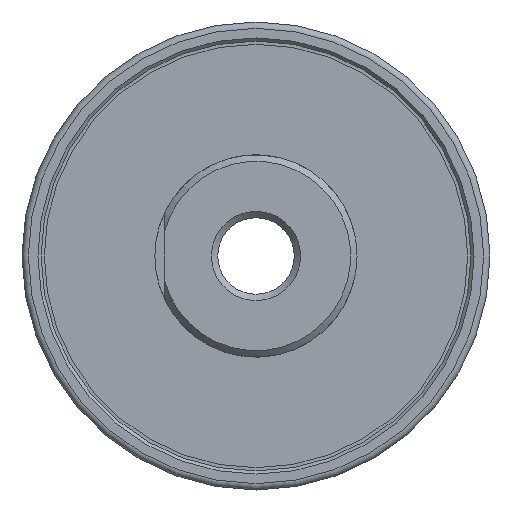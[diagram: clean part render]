
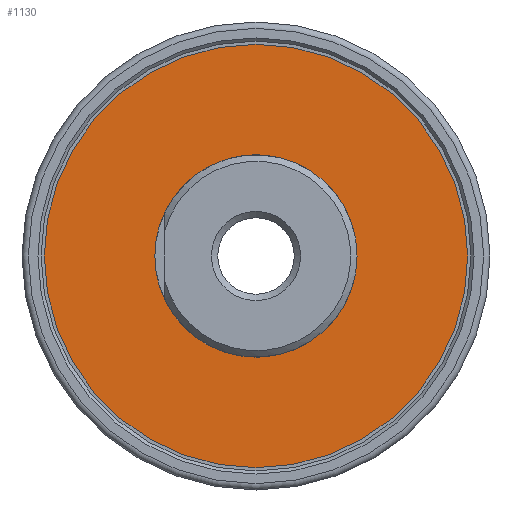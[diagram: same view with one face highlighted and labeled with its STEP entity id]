
A CAD part, left-side view. The second image highlights one B-rep face of the part: STEP entity #1130.
In plain terms, the highlighted planar face has unit normal (-1, 0, 0).
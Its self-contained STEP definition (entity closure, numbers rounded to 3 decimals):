
#64=FACE_BOUND('',#287,.T.);
#121=CIRCLE('',#1266,33.25);
#122=CIRCLE('',#1267,33.25);
#123=CIRCLE('',#1269,15.775);
#124=CIRCLE('',#1270,15.775);
#222=FACE_OUTER_BOUND('',#286,.T.);
#286=EDGE_LOOP('',(#893,#894));
#287=EDGE_LOOP('',(#895,#896));
#489=VERTEX_POINT('',#2006);
#490=VERTEX_POINT('',#2008);
#491=VERTEX_POINT('',#2012);
#492=VERTEX_POINT('',#2013);
#642=EDGE_CURVE('',#489,#490,#121,.T.);
#643=EDGE_CURVE('',#490,#489,#122,.T.);
#644=EDGE_CURVE('',#491,#492,#123,.T.);
#645=EDGE_CURVE('',#492,#491,#124,.T.);
#893=ORIENTED_EDGE('',*,*,#643,.F.);
#894=ORIENTED_EDGE('',*,*,#642,.F.);
#895=ORIENTED_EDGE('',*,*,#644,.T.);
#896=ORIENTED_EDGE('',*,*,#645,.T.);
#1094=PLANE('',#1268);
#1130=ADVANCED_FACE('',(#222,#64),#1094,.T.);
#1266=AXIS2_PLACEMENT_3D('',#2009,#1562,#1563);
#1267=AXIS2_PLACEMENT_3D('',#2010,#1564,#1565);
#1268=AXIS2_PLACEMENT_3D('',#2011,#1566,#1567);
#1269=AXIS2_PLACEMENT_3D('',#2014,#1568,#1569);
#1270=AXIS2_PLACEMENT_3D('',#2015,#1570,#1571);
#1562=DIRECTION('center_axis',(1.,0.,0.));
#1563=DIRECTION('ref_axis',(0.,0.,-1.));
#1564=DIRECTION('center_axis',(1.,0.,0.));
#1565=DIRECTION('ref_axis',(0.,0.,-1.));
#1566=DIRECTION('center_axis',(-1.,0.,0.));
#1567=DIRECTION('ref_axis',(0.,0.,1.));
#1568=DIRECTION('center_axis',(1.,0.,0.));
#1569=DIRECTION('ref_axis',(0.,0.,-1.));
#1570=DIRECTION('center_axis',(1.,0.,0.));
#1571=DIRECTION('ref_axis',(0.,0.,-1.));
#2006=CARTESIAN_POINT('',(0.,-33.25,0.));
#2008=CARTESIAN_POINT('',(0.,33.25,0.));
#2009=CARTESIAN_POINT('Origin',(0.,0.,
0.));
#2010=CARTESIAN_POINT('Origin',(0.,0.,
0.));
#2011=CARTESIAN_POINT('Origin',(0.,33.25,0.));
#2012=CARTESIAN_POINT('',(0.,15.775,0.));
#2013=CARTESIAN_POINT('',(0.,0.,15.775));
#2014=CARTESIAN_POINT('Origin',(0.,0.,0.));
#2015=CARTESIAN_POINT('Origin',(0.,0.,0.));
